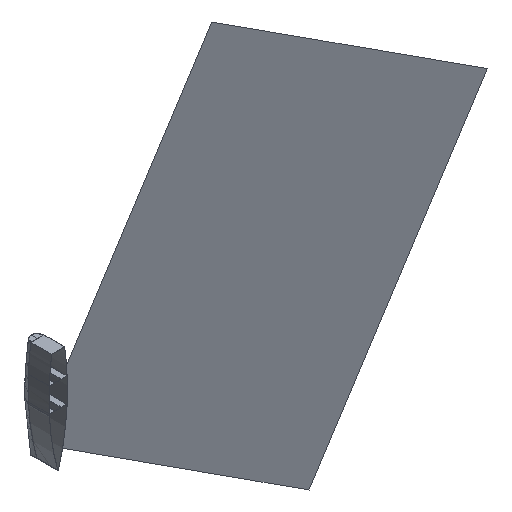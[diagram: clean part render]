
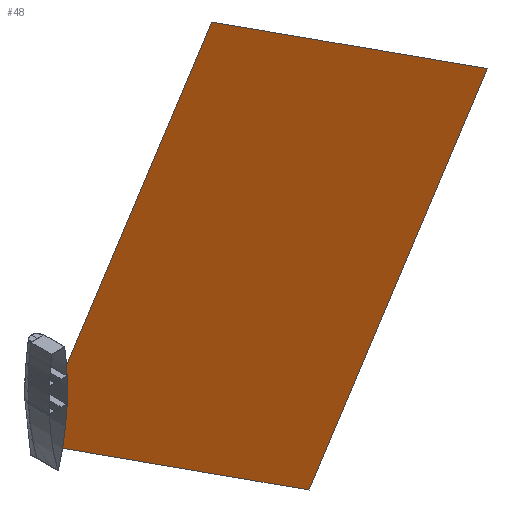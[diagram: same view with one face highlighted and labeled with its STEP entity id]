
A CAD part, isometric view. The second image highlights one B-rep face of the part: STEP entity #48.
In plain terms, the highlighted face is planar.
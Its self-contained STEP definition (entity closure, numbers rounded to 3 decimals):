
#21 = EDGE_CURVE('',#22,#22,#24,.T.);
#22 = VERTEX_POINT('',#23);
#23 = CARTESIAN_POINT('',(-372.039,-600.,1518.438));
#24 = CIRCLE('',#25,22196.61);
#25 = AXIS2_PLACEMENT_3D('',#26,#27,#28);
#26 = CARTESIAN_POINT('',(21330.16,-600.,
    6177.2));
#27 = DIRECTION('',(0.,-1.,0.));
#28 = DIRECTION('',(-1.,0.,0.));
#38 = EDGE_CURVE('',#22,#22,#39,.T.);
#39 = LINE('',#40,#41);
#40 = CARTESIAN_POINT('',(-372.039,-600.,1518.438));
#41 = VECTOR('',#42,1.);
#42 = DIRECTION('',(1.,0.,0.));
#48 = ADVANCED_FACE('',(#49),#59,.T.);
#49 = FACE_BOUND('',#50,.T.);
#50 = EDGE_LOOP('',(#51,#57,#58));
#51 = ORIENTED_EDGE('',*,*,#52,.F.);
#52 = EDGE_CURVE('',#22,#22,#53,.T.);
#53 = LINE('',#54,#55);
#54 = CARTESIAN_POINT('',(-372.039,-600.,13000.869));
#55 = VECTOR('',#56,1.);
#56 = DIRECTION('',(0.,0.,-1.));
#57 = ORIENTED_EDGE('',*,*,#21,.T.);
#58 = ORIENTED_EDGE('',*,*,#38,.F.);
#59 = PLANE('',#60);
#60 = AXIS2_PLACEMENT_3D('',#61,#62,#63);
#61 = CARTESIAN_POINT('',(-372.039,-600.,13000.869));
#62 = DIRECTION('',(0.,1.,0.));
#63 = DIRECTION('',(-1.,0.,0.));
